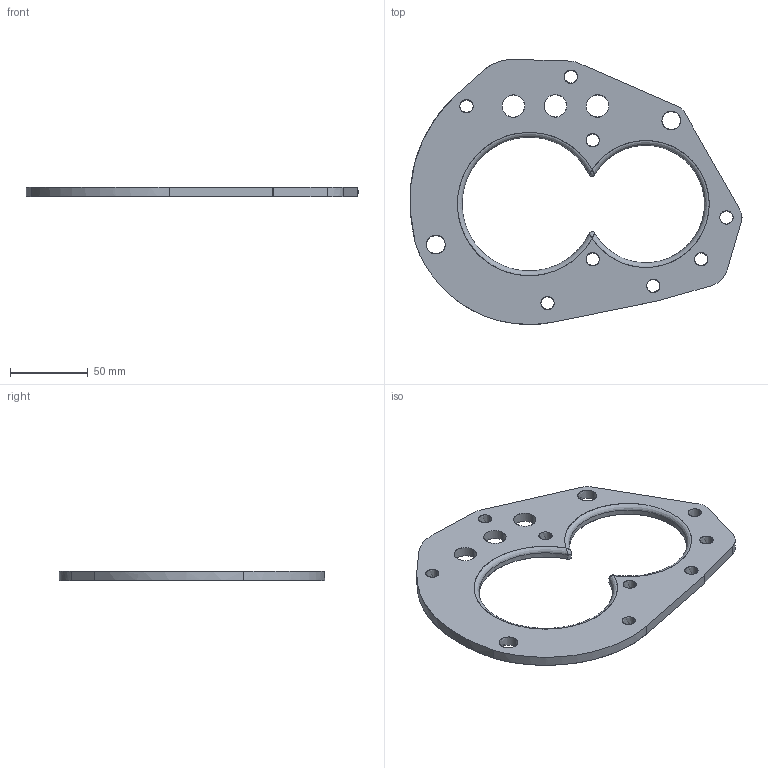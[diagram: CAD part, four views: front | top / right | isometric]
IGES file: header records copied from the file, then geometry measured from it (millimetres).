
Start section: JAMA-IS VERSION  1.0 EATON CORPORATION - ENGINE AIR MANAGEMENT OPERATIONS PRO/ENGINEER VERSION 2001 BUILD 2002060 NOTICE TO PERSONS RECEIVING THIS DRAWING AND/OR TECHNICAL INFORMATION: EATON CORPORATION CLAIMS PROPRIETARY RIGHTS TO THE MATERIAL DISCLOSED HEREON. THIS DRAWING AND/OR TECHNICAL INFORMATION IS ISSUED IN CONFIDENCE FOR ENGINEERING INFORMATION ONLY AND MAY NOT BE USED TO MANUFACTURE ANY
Global section: file name: audi_trans_plate.igs; native system: Pro/ENGINEER by Parametric Technology Corporation; preprocessor: 2004440; author: E0005405; organization: Unknown; date: 080110.074002; units: millimetre
Bounding box: 213.42 x 170.46 x 6.35 mm (x, y, z)
Surface area: 41762 mm2 (no closed solid volume)
Topology: 0 solids, 0 shells, 51 faces, 282 edges, 282 vertices
Faces by surface type: bspline 51
